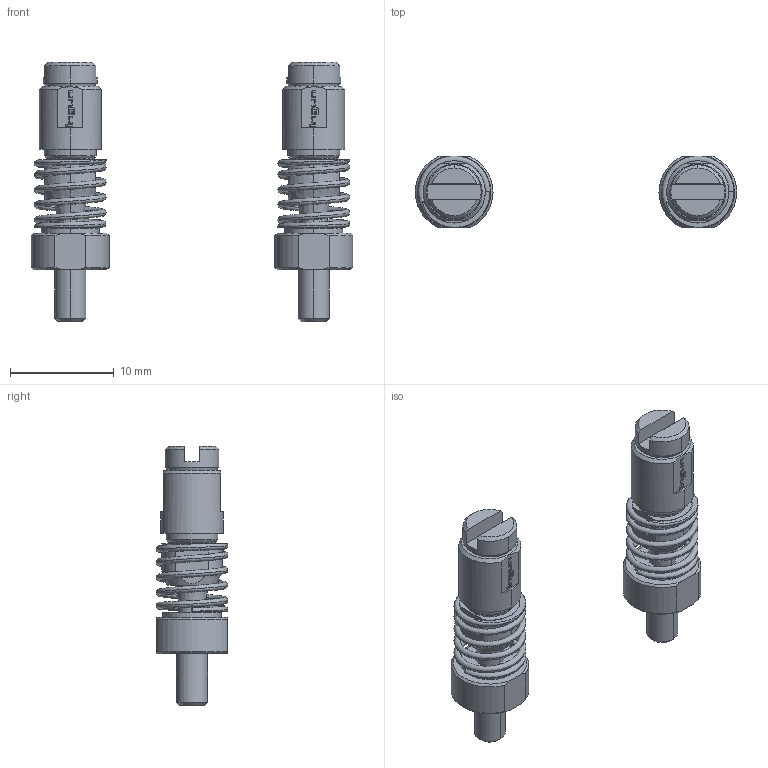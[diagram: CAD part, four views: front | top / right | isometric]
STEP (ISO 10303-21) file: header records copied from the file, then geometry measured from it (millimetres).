
FILE_DESCRIPTION (( 'STEP AP203' ), '1' );
FILE_NAME ('INGUN_112863.STEP', '2021-12-02T07:34:17', ( 'ochi' ), ( '' ), 'SwSTEP 2.0', 'SolidWorks 2018', '' );
FILE_SCHEMA (( 'CONFIG_CONTROL_DESIGN' ));
Length unit declared in the file: millimetre
Products named in the file (1): INGUN_112863
Bounding box: 31 x 6.93 x 25 mm (x, y, z)
Volume: 1124.4 mm3; surface area: 1459.8 mm2
Topology: 2 solids, 2 shells, 284 faces, 772 edges, 504 vertices
Faces by surface type: plane 146, cylinder 94, cone 38, bspline 6
Entity records: 19257 total; most frequent: CARTESIAN_POINT 12059, ORIENTED_EDGE 1544, DIRECTION 1414, EDGE_CURVE 772, VERTEX_POINT 504, AXIS2_PLACEMENT_3D 497, VECTOR 420, LINE 420
